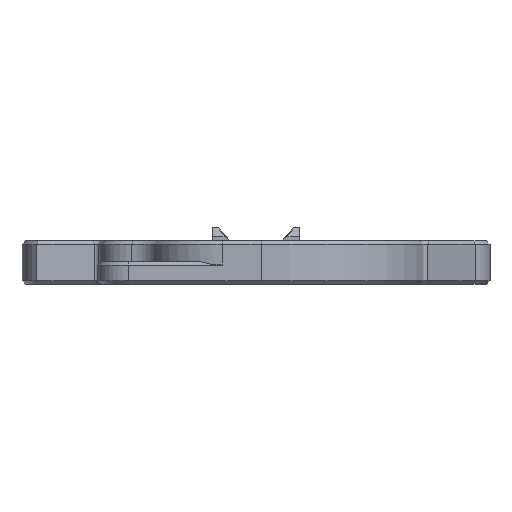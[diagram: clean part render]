
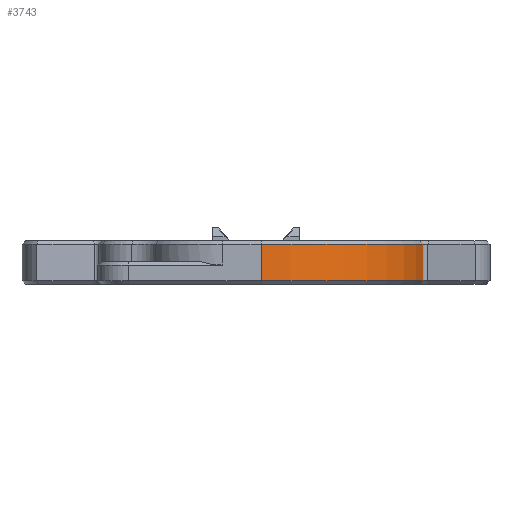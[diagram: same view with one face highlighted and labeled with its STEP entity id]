
A CAD part, front view. The second image highlights one B-rep face of the part: STEP entity #3743.
In plain terms, the highlighted cylindrical face has radius 19.5 mm (diameter 39 mm), a partial arc.
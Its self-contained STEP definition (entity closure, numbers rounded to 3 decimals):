
#305=FACE_OUTER_BOUND('',#529,.T.);
#529=EDGE_LOOP('',(#2759,#2760,#2761,#2762));
#810=LINE('',#6037,#1126);
#814=LINE('',#6045,#1130);
#1126=VECTOR('',#4769,10.);
#1130=VECTOR('',#4775,10.);
#1431=CIRCLE('',#4055,19.5);
#1446=CIRCLE('',#4088,19.5);
#1670=VERTEX_POINT('',#5888);
#1686=VERTEX_POINT('',#5942);
#1711=VERTEX_POINT('',#6036);
#1714=VERTEX_POINT('',#6044);
#2074=EDGE_CURVE('',#1686,#1670,#1431,.T.);
#2114=EDGE_CURVE('',#1670,#1711,#810,.T.);
#2118=EDGE_CURVE('',#1714,#1686,#814,.T.);
#2119=EDGE_CURVE('',#1711,#1714,#1446,.T.);
#2759=ORIENTED_EDGE('',*,*,#2074,.F.);
#2760=ORIENTED_EDGE('',*,*,#2118,.F.);
#2761=ORIENTED_EDGE('',*,*,#2119,.F.);
#2762=ORIENTED_EDGE('',*,*,#2114,.F.);
#3640=CYLINDRICAL_SURFACE('',#4087,19.5);
#3743=ADVANCED_FACE('',(#305),#3640,.T.);
#4055=AXIS2_PLACEMENT_3D('',#5955,#4681,#4682);
#4087=AXIS2_PLACEMENT_3D('',#6043,#4773,#4774);
#4088=AXIS2_PLACEMENT_3D('',#6046,#4776,#4777);
#4681=DIRECTION('center_axis',(0.,0.,-1.));
#4682=DIRECTION('ref_axis',(0.989,-0.148,0.));
#4769=DIRECTION('',(0.,0.,1.));
#4773=DIRECTION('center_axis',(0.,0.,1.));
#4774=DIRECTION('ref_axis',(0.989,-0.148,0.));
#4775=DIRECTION('',(0.,0.,-1.));
#4776=DIRECTION('center_axis',(0.,0.,1.));
#4777=DIRECTION('ref_axis',(0.989,-0.148,0.));
#5888=CARTESIAN_POINT('',(957.764,-989.521,-4.6));
#5942=CARTESIAN_POINT('',(976.367,-973.397,-4.6));
#5955=CARTESIAN_POINT('Origin',(957.16,-970.03,-4.6));
#6036=CARTESIAN_POINT('',(957.764,-989.521,-0.4));
#6037=CARTESIAN_POINT('',(957.764,-989.521,-5.));
#6043=CARTESIAN_POINT('Origin',(957.16,-970.03,-5.));
#6044=CARTESIAN_POINT('',(976.367,-973.397,-0.4));
#6045=CARTESIAN_POINT('',(976.367,-973.397,-5.));
#6046=CARTESIAN_POINT('Origin',(957.16,-970.03,-0.4));
